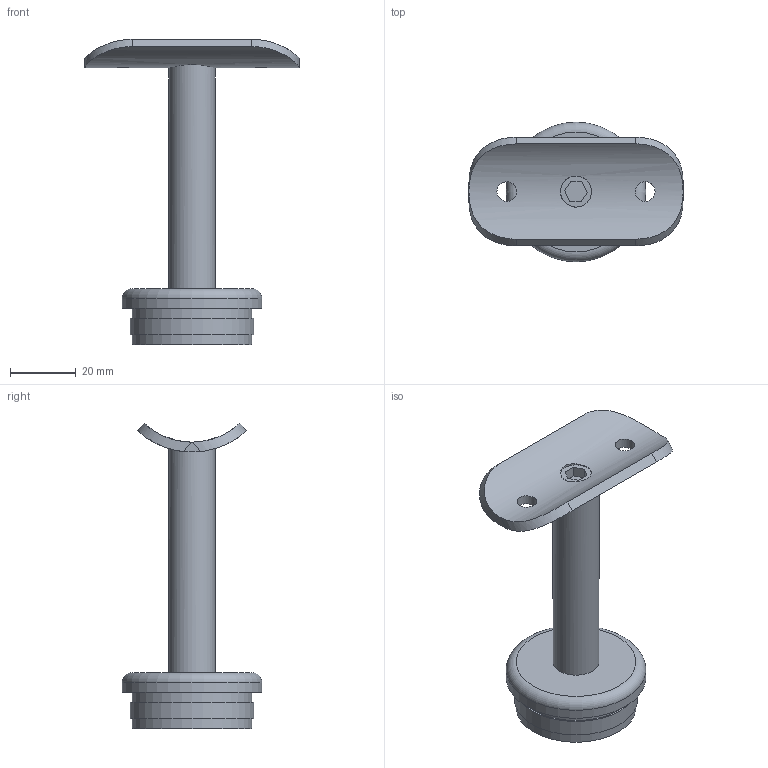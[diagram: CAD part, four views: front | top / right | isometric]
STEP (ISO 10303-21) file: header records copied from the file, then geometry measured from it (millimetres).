
FILE_DESCRIPTION(/* description */ (''),/* implementation_level */ '2;1');
FILE_NAME(/* name */ '1900_Cosch_Edelstahltechnik.stp',/* time_stamp */ '2019-01-11T21:17:54+01:00',/* author */ (''),/* organization */ (''),/* preprocessor_version */ 'ST-DEVELOPER v16',/* originating_system */ 'SIEMENS PLM Software NX 11.0',/* authorisation */ '');
FILE_SCHEMA (('AUTOMOTIVE_DESIGN { 1 0 10303 214 3 1 1 1 }'));
Length unit declared in the file: millimetre
Products named in the file (1): Goge26F8514D6hkg
Bounding box: 65 x 42.4 x 92.7 mm (x, y, z)
Volume: 36125.4 mm3; surface area: 12160.8 mm2
Topology: 1 solids, 1 shells, 32 faces, 78 edges, 64 vertices
Faces by surface type: plane 17, cylinder 14, torus 1
Full cylindrical faces by diameter (mm): 6 x2, 9.415 x1, 14 x1, 36.4 x2, 37.4 x1, 42.4 x1
Entity records: 1540 total; most frequent: CARTESIAN_POINT 764, DIRECTION 137, ORIENTED_EDGE 118, EDGE_CURVE 59, EDGE_LOOP 52, AXIS2_PLACEMENT_3D 50, VERTEX_POINT 45, LINE 37
